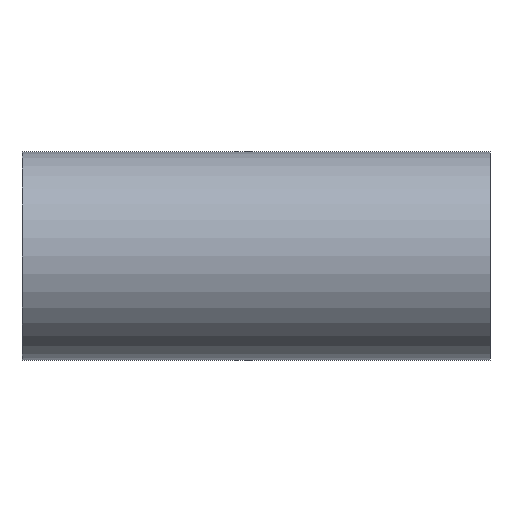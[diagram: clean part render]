
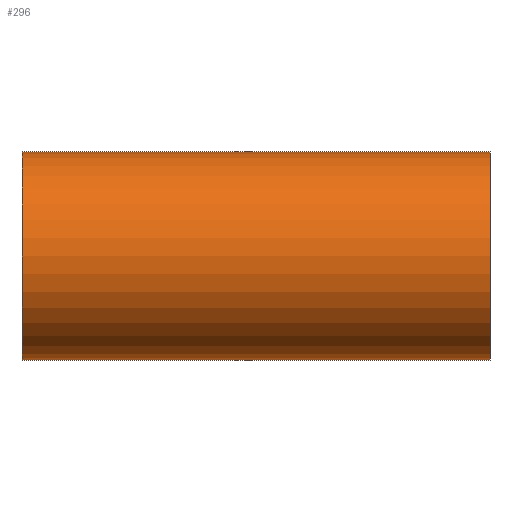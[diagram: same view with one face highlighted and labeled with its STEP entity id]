
A CAD part, front view. The second image highlights one B-rep face of the part: STEP entity #296.
In plain terms, the highlighted cylindrical face has radius 38.1 mm (diameter 76.2 mm), a partial arc.
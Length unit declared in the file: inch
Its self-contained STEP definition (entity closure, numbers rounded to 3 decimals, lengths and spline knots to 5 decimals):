
#54 = VECTOR ( 'NONE', #657, 39.37008 ) ;
#296 = ADVANCED_FACE ( 'NONE', ( #1097 ), #1742, .T. ) ;
#361 = EDGE_LOOP ( 'NONE', ( #1604, #1193, #779, #1524 ) ) ;
#429 = CARTESIAN_POINT ( 'NONE',  ( 3.37402, 0., -1.5 ) ) ;
#494 = DIRECTION ( 'NONE',  ( -1., 0., 0. ) ) ;
#538 = EDGE_CURVE ( 'NONE', #648, #572, #1439, .T. ) ;
#572 = VERTEX_POINT ( 'NONE', #1444 ) ;
#648 = VERTEX_POINT ( 'NONE', #429 ) ;
#657 = DIRECTION ( 'NONE',  ( -1., 0., 0. ) ) ;
#750 = CARTESIAN_POINT ( 'NONE',  ( 3.37402, 0., 1.5 ) ) ;
#779 = ORIENTED_EDGE ( 'NONE', *, *, #1479, .T. ) ;
#931 = CARTESIAN_POINT ( 'NONE',  ( 3.37402, 0., 1.5 ) ) ;
#1007 = AXIS2_PLACEMENT_3D ( 'NONE', #1494, #1823, #1175 ) ;
#1034 = DIRECTION ( 'NONE',  ( 1., 0., 0. ) ) ;
#1044 = CARTESIAN_POINT ( 'NONE',  ( -3.37402, 0., 0. ) ) ;
#1097 = FACE_OUTER_BOUND ( 'NONE', #361, .T. ) ;
#1140 = CARTESIAN_POINT ( 'NONE',  ( 3.37402, 0., 0. ) ) ;
#1175 = DIRECTION ( 'NONE',  ( 0., 0., -1. ) ) ;
#1193 = ORIENTED_EDGE ( 'NONE', *, *, #1741, .F. ) ;
#1241 = AXIS2_PLACEMENT_3D ( 'NONE', #1140, #494, #1272 ) ;
#1272 = DIRECTION ( 'NONE',  ( 0., 0., 1. ) ) ;
#1330 = EDGE_CURVE ( 'NONE', #1684, #572, #2056, .T. ) ;
#1439 = LINE ( 'NONE', #1465, #1543 ) ;
#1441 = CARTESIAN_POINT ( 'NONE',  ( -3.37402, 0., 1.5 ) ) ;
#1444 = CARTESIAN_POINT ( 'NONE',  ( -3.37402, 0., -1.5 ) ) ;
#1454 = CIRCLE ( 'NONE', #1007, 1.5 ) ;
#1465 = CARTESIAN_POINT ( 'NONE',  ( 3.37402, 0., -1.5 ) ) ;
#1479 = EDGE_CURVE ( 'NONE', #1666, #1684, #1531, .T. ) ;
#1494 = CARTESIAN_POINT ( 'NONE',  ( 3.37402, 0., 0. ) ) ;
#1524 = ORIENTED_EDGE ( 'NONE', *, *, #1330, .T. ) ;
#1531 = LINE ( 'NONE', #750, #54 ) ;
#1543 = VECTOR ( 'NONE', #1779, 39.37008 ) ;
#1604 = ORIENTED_EDGE ( 'NONE', *, *, #538, .F. ) ;
#1666 = VERTEX_POINT ( 'NONE', #931 ) ;
#1684 = VERTEX_POINT ( 'NONE', #1441 ) ;
#1741 = EDGE_CURVE ( 'NONE', #1666, #648, #1454, .T. ) ;
#1742 = CYLINDRICAL_SURFACE ( 'NONE', #1241, 1.5 ) ;
#1779 = DIRECTION ( 'NONE',  ( -1., 0., 0. ) ) ;
#1823 = DIRECTION ( 'NONE',  ( 1., 0., 0. ) ) ;
#1871 = DIRECTION ( 'NONE',  ( 0., 0., -1. ) ) ;
#2056 = CIRCLE ( 'NONE', #2104, 1.5 ) ;
#2104 = AXIS2_PLACEMENT_3D ( 'NONE', #1044, #1034, #1871 ) ;
